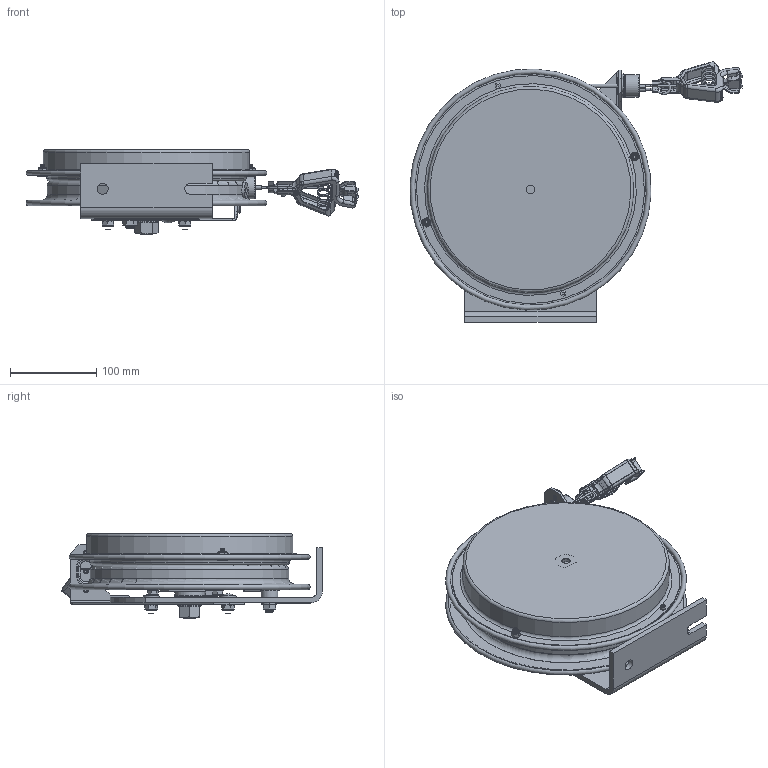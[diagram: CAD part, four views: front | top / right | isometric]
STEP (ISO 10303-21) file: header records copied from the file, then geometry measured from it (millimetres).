
FILE_DESCRIPTION(/* description */ (''),/* implementation_level */ '2;1');
FILE_NAME(/* name */ 'SD-35-1_SHARED.stp',/* time_stamp */ '2020-02-05T15:19:40-07:00',/* author */ ('NMelton'),/* organization */ (''),/* preprocessor_version */ 'ST-DEVELOPER v17',/* originating_system */ 'Autodesk Inventor 2019',/* authorisation */ '');
FILE_SCHEMA (('AUTOMOTIVE_DESIGN { 1 0 10303 214 3 1 1 }'));
Products named in the file (1): SD-35-1_SHARED
Bounding box: 384.63 x 302.09 x 98.3 mm (x, y, z)
Surface area: 530121.9 mm2 (no closed solid volume)
Topology: 0 solids, 91 shells, 1627 faces, 5520 edges, 3881 vertices
Faces by surface type: plane 656, bspline 425, cylinder 349, cone 101, torus 85, sphere 11
Full cylindrical faces by diameter (mm): 1.778 x1, 2.381 x5, 2.383 x2, 2.54 x1, 2.794 x1, 3.048 x1, 3.967 x1, 3.969 x1, 4.191 x1, 4.572 x1, 4.699 x2, 4.826 x1, 4.978 x1, 5.563 x4, 5.842 x1, 7.925 x1, 7.938 x1, 9.906 x1, 10.16 x2, 11.227 x2, 12.192 x3, 12.7 x2, 14.224 x1, 15.875 x1, 19.05 x3, 25.362 x1, 26.162 x1, 28.575 x1, 34.925 x1, 35.052 x1
Entity records: 71772 total; most frequent: CARTESIAN_POINT 25715, ORIENTED_EDGE 9191, DIRECTION 7930, EDGE_CURVE 5517, VERTEX_POINT 3881, LINE 2674, VECTOR 2674, AXIS2_PLACEMENT_3D 2628
